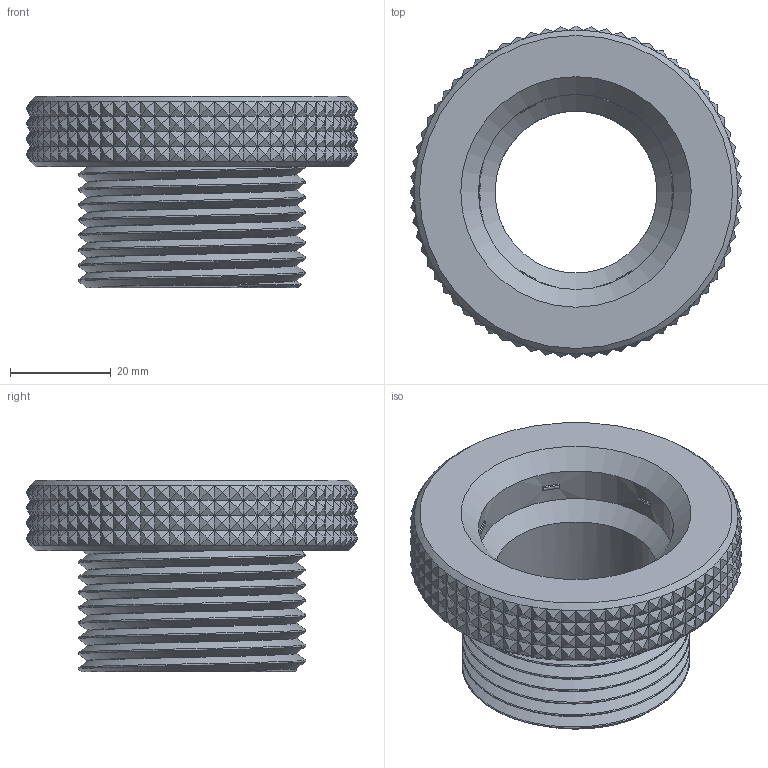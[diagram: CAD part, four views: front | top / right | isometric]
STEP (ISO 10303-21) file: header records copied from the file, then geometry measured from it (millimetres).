
FILE_DESCRIPTION(/* description */ ('STEP AP242 Edition 2','CAx-IF Rec.Pracs.---Representation and Presentation of Product Manufacturing Information (PMI)---4.0---2014-10-13','CAx-IF Rec.Pracs.---3D Tessellated Geometry---0.4---2014-09-14','2;1','CAx-IF Rec.Pracs.---User Defined Attributes---1.5---2016-08-15'),/* implementation_level */ '2;1');
FILE_NAME(/* name */ '694897ab77668399db4dfe15',/* time_stamp */ '2025-12-22T00:58:21Z',/* author */ (''),/* organization */ (''),/* preprocessor_version */ 'ST-DEVELOPER v20',/* originating_system */ 'ONSHAPE BY PTC INC, 1.208',/* authorisation */ ' ');
FILE_SCHEMA (('AP242_MANAGED_MODEL_BASED_3D_ENGINEERING_MIM_LF { 1 0 10303 442 3 1 4 }'));
Products named in the file (1): Part 1
Bounding box: 65.73 x 65.73 x 38 mm (x, y, z)
Volume: 46211.8 mm3; surface area: 16637.3 mm2
Topology: 1 solids, 1 shells, 4126 faces, 8131 edges, 4013 vertices
Faces by surface type: plane 4095, cone 16, bspline 12, cylinder 3
Full cylindrical faces by diameter (mm): 32.05 x1, 38.65 x1
Entity records: 100178 total; most frequent: CARTESIAN_POINT 18466, DIRECTION 16464, ORIENTED_EDGE 16246, EDGE_CURVE 8123, LINE 7924, VECTOR 7924, AXIS2_PLACEMENT_3D 4270, EDGE_LOOP 4142
